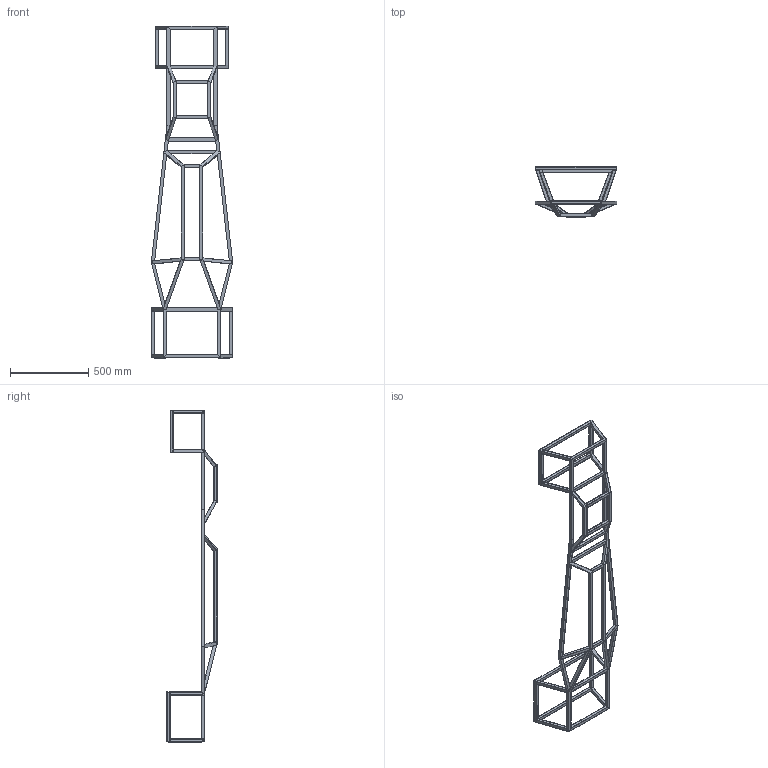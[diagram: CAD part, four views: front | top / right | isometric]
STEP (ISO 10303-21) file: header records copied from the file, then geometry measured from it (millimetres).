
FILE_DESCRIPTION (( 'STEP AP214' ), '1' );
FILE_NAME ('BASE_Chassis_V2.1.STEP', '2025-07-24T04:20:35', ( '' ), ( '' ), 'SwSTEP 2.0', 'SolidWorks 2024', '' );
FILE_SCHEMA (( 'AUTOMOTIVE_DESIGN' ));
Length unit declared in the file: millimetre
Products named in the file (1): BASE_Chassis_V2.1
Bounding box: 520.28 x 320.39 x 2120.13 mm (x, y, z)
Volume: 1752368.3 mm3; surface area: 2208343.3 mm2
Topology: 50 solids, 50 shells, 579 faces, 1516 edges, 1010 vertices
Faces by surface type: plane 579
Entity records: 18078 total; most frequent: CARTESIAN_POINT 3106, ORIENTED_EDGE 3032, DIRECTION 2676, LINE 1516, VECTOR 1516, EDGE_CURVE 1516, VERTEX_POINT 1010, EDGE_LOOP 652
